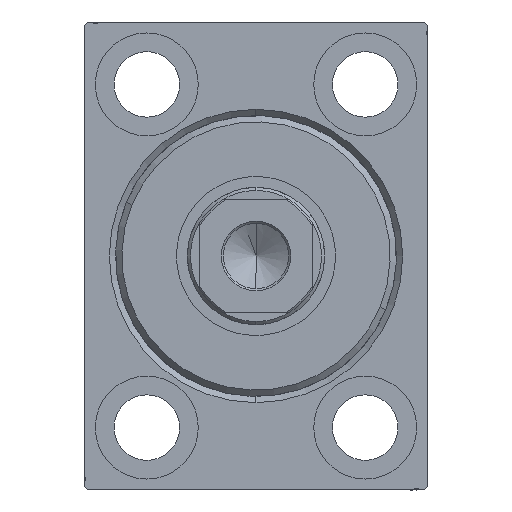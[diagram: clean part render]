
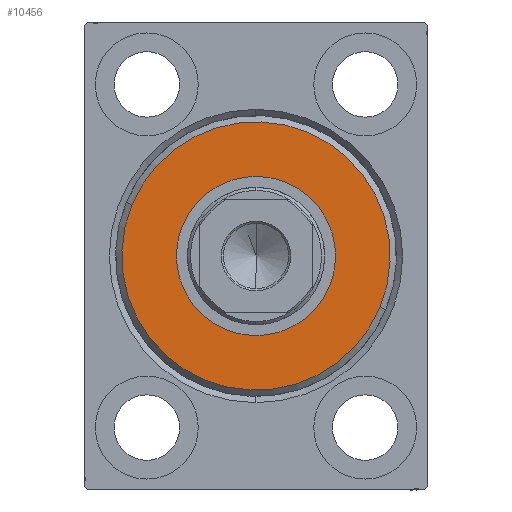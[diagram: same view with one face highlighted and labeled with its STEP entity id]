
A CAD part, left-side view. The second image highlights one B-rep face of the part: STEP entity #10456.
In plain terms, the highlighted face is planar.
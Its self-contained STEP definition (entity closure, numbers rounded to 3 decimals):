
#162 = CARTESIAN_POINT ( 'NONE',  ( 3., 0., 0. ) ) ;
#733 = DIRECTION ( 'NONE',  ( 0., 0., -1. ) ) ;
#805 = ORIENTED_EDGE ( 'NONE', *, *, #19780, .T. ) ;
#2194 = AXIS2_PLACEMENT_3D ( 'NONE', #19018, #26992, #41002 ) ;
#3573 = EDGE_CURVE ( 'NONE', #4813, #34249, #37704, .T. ) ;
#3744 = DIRECTION ( 'NONE',  ( 0., 0., -1. ) ) ;
#3842 = CARTESIAN_POINT ( 'NONE',  ( 3., 0., 0. ) ) ;
#4169 = AXIS2_PLACEMENT_3D ( 'NONE', #3842, #23458, #733 ) ;
#4813 = VERTEX_POINT ( 'NONE', #35489 ) ;
#5517 = ORIENTED_EDGE ( 'NONE', *, *, #14335, .T. ) ;
#6990 = CARTESIAN_POINT ( 'NONE',  ( 3., 0., -21.5 ) ) ;
#7081 = CARTESIAN_POINT ( 'NONE',  ( 3., 0., 0. ) ) ;
#8131 = VERTEX_POINT ( 'NONE', #6990 ) ;
#8165 = CIRCLE ( 'NONE', #19550, 21.5 ) ;
#8575 = VERTEX_POINT ( 'NONE', #17541 ) ;
#9085 = ORIENTED_EDGE ( 'NONE', *, *, #33219, .T. ) ;
#9784 = DIRECTION ( 'NONE',  ( 0., 0., -1. ) ) ;
#10456 = ADVANCED_FACE ( 'NONE', ( #29596, #43614 ), #19825, .T. ) ;
#12014 = CIRCLE ( 'NONE', #4169, 12.75 ) ;
#13835 = CARTESIAN_POINT ( 'NONE',  ( 3., 0., -12.75 ) ) ;
#14335 = EDGE_CURVE ( 'NONE', #8131, #8575, #18027, .T. ) ;
#17541 = CARTESIAN_POINT ( 'NONE',  ( 3., 0., 21.5 ) ) ;
#18027 = CIRCLE ( 'NONE', #40030, 21.5 ) ;
#19018 = CARTESIAN_POINT ( 'NONE',  ( 3., 0., 0. ) ) ;
#19550 = AXIS2_PLACEMENT_3D ( 'NONE', #162, #41106, #27314 ) ;
#19780 = EDGE_CURVE ( 'NONE', #8575, #8131, #8165, .T. ) ;
#19825 = PLANE ( 'NONE',  #24990 ) ;
#23458 = DIRECTION ( 'NONE',  ( -1., 0., 0. ) ) ;
#24990 = AXIS2_PLACEMENT_3D ( 'NONE', #33153, #26703, #9784 ) ;
#26703 = DIRECTION ( 'NONE',  ( 1., 0., 0. ) ) ;
#26732 = ORIENTED_EDGE ( 'NONE', *, *, #3573, .T. ) ;
#26992 = DIRECTION ( 'NONE',  ( -1., 0., 0. ) ) ;
#27314 = DIRECTION ( 'NONE',  ( 0., 0., -1. ) ) ;
#29596 = FACE_OUTER_BOUND ( 'NONE', #38696, .T. ) ;
#31137 = EDGE_LOOP ( 'NONE', ( #26732, #9085 ) ) ;
#33153 = CARTESIAN_POINT ( 'NONE',  ( 3., 0., 0. ) ) ;
#33219 = EDGE_CURVE ( 'NONE', #34249, #4813, #12014, .T. ) ;
#34249 = VERTEX_POINT ( 'NONE', #13835 ) ;
#35489 = CARTESIAN_POINT ( 'NONE',  ( 3., 0., 12.75 ) ) ;
#37704 = CIRCLE ( 'NONE', #2194, 12.75 ) ;
#38696 = EDGE_LOOP ( 'NONE', ( #805, #5517 ) ) ;
#40030 = AXIS2_PLACEMENT_3D ( 'NONE', #7081, #40481, #3744 ) ;
#40481 = DIRECTION ( 'NONE',  ( 1., 0., 0. ) ) ;
#41002 = DIRECTION ( 'NONE',  ( 0., 0., -1. ) ) ;
#41106 = DIRECTION ( 'NONE',  ( 1., 0., 0. ) ) ;
#43614 = FACE_BOUND ( 'NONE', #31137, .T. ) ;
